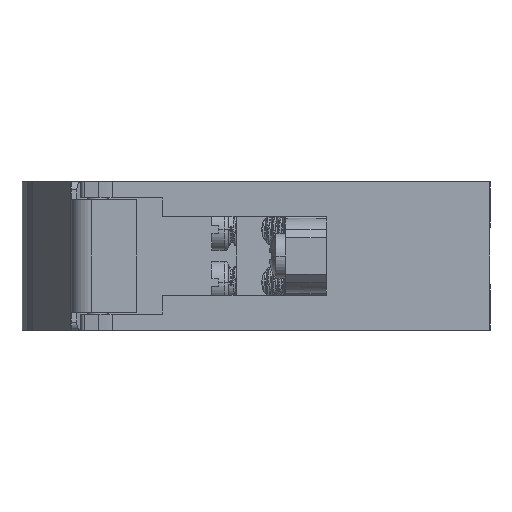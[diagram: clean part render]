
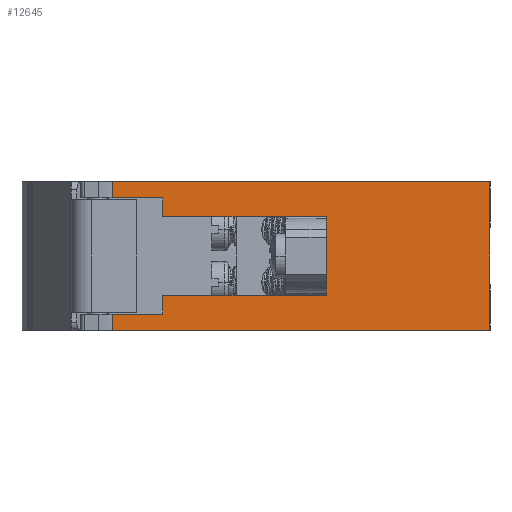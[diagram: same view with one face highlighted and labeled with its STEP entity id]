
A CAD part, left-side view. The second image highlights one B-rep face of the part: STEP entity #12645.
In plain terms, the highlighted planar face has unit normal (-1, 0, 0).
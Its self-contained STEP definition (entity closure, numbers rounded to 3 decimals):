
#385=DIRECTION('',(0.,0.,-1.));
#386=VECTOR('',#385,6.5);
#387=CARTESIAN_POINT('',(-21.,20.,3.25));
#388=LINE('',#387,#386);
#389=DIRECTION('',(0.,0.,-1.));
#390=VECTOR('',#389,1.55);
#391=CARTESIAN_POINT('',(-21.,20.,4.8));
#392=LINE('',#391,#390);
#393=DIRECTION('',(0.,-1.,0.));
#394=VECTOR('',#393,20.);
#395=CARTESIAN_POINT('',(-21.,40.,4.8));
#396=LINE('',#395,#394);
#397=DIRECTION('',(0.,0.,1.));
#398=VECTOR('',#397,2.3);
#399=CARTESIAN_POINT('',(-21.,40.,4.8));
#400=LINE('',#399,#398);
#401=DIRECTION('',(0.,-1.,0.));
#402=VECTOR('',#401,6.172);
#403=CARTESIAN_POINT('',(-21.,46.172,7.1));
#404=LINE('',#403,#402);
#405=DIRECTION('',(0.,0.,-1.));
#406=VECTOR('',#405,2.);
#407=CARTESIAN_POINT('',(-21.,46.172,9.1));
#408=LINE('',#407,#406);
#409=DIRECTION('',(0.,0.,-1.));
#410=VECTOR('',#409,2.);
#411=CARTESIAN_POINT('',(-21.,46.172,-7.1));
#412=LINE('',#411,#410);
#413=DIRECTION('',(0.,-1.,0.));
#414=VECTOR('',#413,6.172);
#415=CARTESIAN_POINT('',(-21.,46.172,-7.1));
#416=LINE('',#415,#414);
#417=DIRECTION('',(0.,0.,1.));
#418=VECTOR('',#417,2.3);
#419=CARTESIAN_POINT('',(-21.,40.,-7.1));
#420=LINE('',#419,#418);
#421=DIRECTION('',(0.,-1.,0.));
#422=VECTOR('',#421,20.);
#423=CARTESIAN_POINT('',(-21.,40.,-4.8));
#424=LINE('',#423,#422);
#425=DIRECTION('',(0.,0.,-1.));
#426=VECTOR('',#425,1.55);
#427=CARTESIAN_POINT('',(-21.,20.,-3.25));
#428=LINE('',#427,#426);
#876=DIRECTION('',(0.,-1.,0.));
#877=VECTOR('',#876,46.172);
#878=CARTESIAN_POINT('',(-21.,46.172,-9.1));
#879=LINE('',#878,#877);
#1673=DIRECTION('',(0.,-1.,0.));
#1674=VECTOR('',#1673,46.172);
#1675=CARTESIAN_POINT('',(-21.,46.172,9.1));
#1676=LINE('',#1675,#1674);
#2481=DIRECTION('',(0.,0.,1.));
#2482=VECTOR('',#2481,18.2);
#2483=CARTESIAN_POINT('',(-21.,0.,-9.1));
#2484=LINE('',#2483,#2482);
#10460=CARTESIAN_POINT('',(-21.,0.,-9.1));
#10461=CARTESIAN_POINT('',(-21.,0.,9.1));
#10462=VERTEX_POINT('',#10460);
#10463=VERTEX_POINT('',#10461);
#10582=CARTESIAN_POINT('',(-21.,20.,4.8));
#10584=VERTEX_POINT('',#10582);
#10587=CARTESIAN_POINT('',(-21.,20.,-4.8));
#10589=VERTEX_POINT('',#10587);
#10608=CARTESIAN_POINT('',(-21.,40.,4.8));
#10609=CARTESIAN_POINT('',(-21.,40.,7.1));
#10610=VERTEX_POINT('',#10608);
#10611=VERTEX_POINT('',#10609);
#10612=CARTESIAN_POINT('',(-21.,40.,-7.1));
#10613=CARTESIAN_POINT('',(-21.,40.,-4.8));
#10614=VERTEX_POINT('',#10612);
#10615=VERTEX_POINT('',#10613);
#10736=CARTESIAN_POINT('',(-21.,46.172,7.1));
#10738=VERTEX_POINT('',#10736);
#10742=CARTESIAN_POINT('',(-21.,46.172,9.1));
#10743=VERTEX_POINT('',#10742);
#10744=CARTESIAN_POINT('',(-21.,46.172,-9.1));
#10746=VERTEX_POINT('',#10744);
#10750=CARTESIAN_POINT('',(-21.,46.172,-7.1));
#10751=VERTEX_POINT('',#10750);
#11188=CARTESIAN_POINT('',(-21.,20.,3.25));
#11189=CARTESIAN_POINT('',(-21.,20.,-3.25));
#11190=VERTEX_POINT('',#11188);
#11191=VERTEX_POINT('',#11189);
#12613=CARTESIAN_POINT('',(-21.,56.,-9.1));
#12614=DIRECTION('',(-1.,0.,0.));
#12615=DIRECTION('',(0.,-1.,0.));
#12616=AXIS2_PLACEMENT_3D('',#12613,#12614,#12615);
#12617=PLANE('',#12616);
#12618=ORIENTED_EDGE('',*,*,#12557,.F.);
#12619=ORIENTED_EDGE('',*,*,#12529,.F.);
#12621=ORIENTED_EDGE('',*,*,#12620,.F.);
#12623=ORIENTED_EDGE('',*,*,#12622,.T.);
#12625=ORIENTED_EDGE('',*,*,#12624,.F.);
#12627=ORIENTED_EDGE('',*,*,#12626,.F.);
#12629=ORIENTED_EDGE('',*,*,#12628,.T.);
#12631=ORIENTED_EDGE('',*,*,#12630,.F.);
#12633=ORIENTED_EDGE('',*,*,#12632,.F.);
#12635=ORIENTED_EDGE('',*,*,#12634,.F.);
#12637=ORIENTED_EDGE('',*,*,#12636,.T.);
#12639=ORIENTED_EDGE('',*,*,#12638,.T.);
#12641=ORIENTED_EDGE('',*,*,#12640,.T.);
#12642=ORIENTED_EDGE('',*,*,#12505,.F.);
#12643=EDGE_LOOP('',(#12618,#12619,#12621,#12623,#12625,#12627,#12629,#12631,
#12633,#12635,#12637,#12639,#12641,#12642));
#12644=FACE_OUTER_BOUND('',#12643,.F.);
#12645=ADVANCED_FACE('',(#12644),#12617,.T.);
#12505=EDGE_CURVE('',#11191,#10589,#428,.T.);
#12529=EDGE_CURVE('',#10584,#11190,#392,.T.);
#12557=EDGE_CURVE('',#11190,#11191,#388,.T.);
#12620=EDGE_CURVE('',#10610,#10584,#396,.T.);
#12622=EDGE_CURVE('',#10610,#10611,#400,.T.);
#12624=EDGE_CURVE('',#10738,#10611,#404,.T.);
#12626=EDGE_CURVE('',#10743,#10738,#408,.T.);
#12628=EDGE_CURVE('',#10743,#10463,#1676,.T.);
#12630=EDGE_CURVE('',#10462,#10463,#2484,.T.);
#12632=EDGE_CURVE('',#10746,#10462,#879,.T.);
#12634=EDGE_CURVE('',#10751,#10746,#412,.T.);
#12636=EDGE_CURVE('',#10751,#10614,#416,.T.);
#12638=EDGE_CURVE('',#10614,#10615,#420,.T.);
#12640=EDGE_CURVE('',#10615,#10589,#424,.T.);
